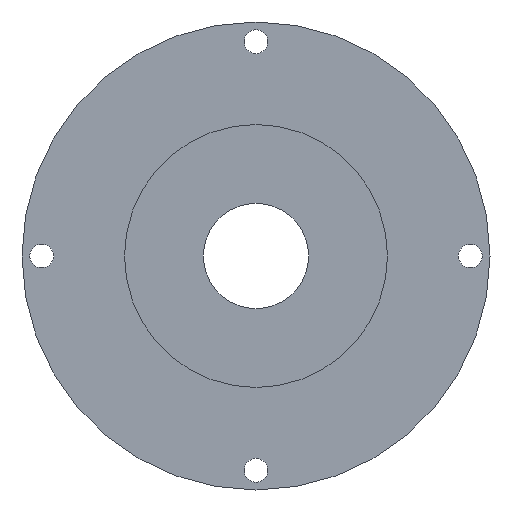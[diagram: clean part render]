
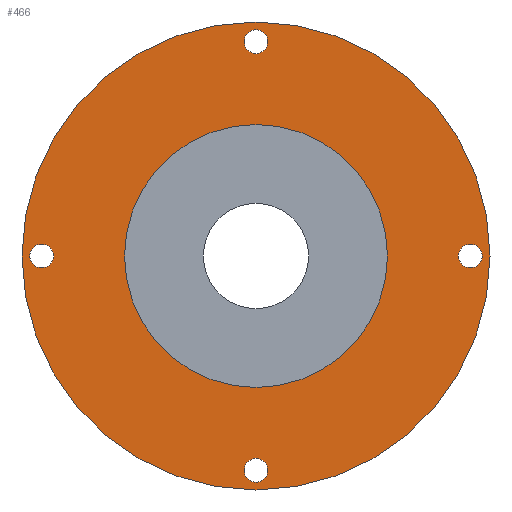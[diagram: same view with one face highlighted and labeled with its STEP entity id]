
A CAD part, left-side view. The second image highlights one B-rep face of the part: STEP entity #466.
In plain terms, the highlighted planar face has unit normal (-1, 0, 0).
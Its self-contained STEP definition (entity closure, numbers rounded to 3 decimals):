
#7 = CARTESIAN_POINT ( 'NONE',  ( 0., 4.5, 81.5 ) ) ;
#10 = ORIENTED_EDGE ( 'NONE', *, *, #60, .T. ) ;
#24 = CARTESIAN_POINT ( 'NONE',  ( 0., 50., 0. ) ) ;
#37 = DIRECTION ( 'NONE',  ( 0., 0., 1. ) ) ;
#58 = EDGE_LOOP ( 'NONE', ( #842, #779 ) ) ;
#60 = EDGE_CURVE ( 'NONE', #999, #838, #152, .T. ) ;
#64 = CARTESIAN_POINT ( 'NONE',  ( 0., 0., 81.5 ) ) ;
#68 = CARTESIAN_POINT ( 'NONE',  ( 0., 81.5, 4.5 ) ) ;
#75 = ORIENTED_EDGE ( 'NONE', *, *, #671, .F. ) ;
#85 = AXIS2_PLACEMENT_3D ( 'NONE', #64, #464, #219 ) ;
#97 = AXIS2_PLACEMENT_3D ( 'NONE', #208, #564, #119 ) ;
#102 = DIRECTION ( 'NONE',  ( 0., 0., -1. ) ) ;
#103 = ORIENTED_EDGE ( 'NONE', *, *, #513, .T. ) ;
#106 = AXIS2_PLACEMENT_3D ( 'NONE', #572, #977, #102 ) ;
#119 = DIRECTION ( 'NONE',  ( 0., 0., 1. ) ) ;
#120 = EDGE_CURVE ( 'NONE', #838, #999, #223, .T. ) ;
#144 = AXIS2_PLACEMENT_3D ( 'NONE', #321, #745, #905 ) ;
#146 = CARTESIAN_POINT ( 'NONE',  ( 0., -81.5, -4.5 ) ) ;
#152 = CIRCLE ( 'NONE', #97, 4.5 ) ;
#154 = EDGE_CURVE ( 'NONE', #954, #584, #311, .T. ) ;
#156 = CIRCLE ( 'NONE', #480, 4.5 ) ;
#158 = EDGE_CURVE ( 'NONE', #542, #237, #829, .T. ) ;
#176 = FACE_BOUND ( 'NONE', #759, .T. ) ;
#181 = FACE_BOUND ( 'NONE', #833, .T. ) ;
#208 = CARTESIAN_POINT ( 'NONE',  ( 0., -81.5, 0. ) ) ;
#218 = AXIS2_PLACEMENT_3D ( 'NONE', #310, #991, #730 ) ;
#219 = DIRECTION ( 'NONE',  ( 0., 1., 0. ) ) ;
#223 = CIRCLE ( 'NONE', #218, 4.5 ) ;
#231 = DIRECTION ( 'NONE',  ( -1., 0., 0. ) ) ;
#237 = VERTEX_POINT ( 'NONE', #7 ) ;
#269 = FACE_BOUND ( 'NONE', #58, .T. ) ;
#274 = FACE_OUTER_BOUND ( 'NONE', #955, .T. ) ;
#278 = AXIS2_PLACEMENT_3D ( 'NONE', #1039, #437, #1046 ) ;
#281 = CIRCLE ( 'NONE', #913, 4.5 ) ;
#308 = ORIENTED_EDGE ( 'NONE', *, *, #120, .T. ) ;
#310 = CARTESIAN_POINT ( 'NONE',  ( 0., -81.5, 0. ) ) ;
#311 = CIRCLE ( 'NONE', #878, 89. ) ;
#316 = CARTESIAN_POINT ( 'NONE',  ( 0., 0., 0. ) ) ;
#319 = ORIENTED_EDGE ( 'NONE', *, *, #1037, .T. ) ;
#321 = CARTESIAN_POINT ( 'NONE',  ( 0., 0., 0. ) ) ;
#350 = EDGE_LOOP ( 'NONE', ( #10, #308 ) ) ;
#389 = AXIS2_PLACEMENT_3D ( 'NONE', #692, #544, #37 ) ;
#429 = DIRECTION ( 'NONE',  ( -1., 0., 0. ) ) ;
#436 = DIRECTION ( 'NONE',  ( 1., 0., 0. ) ) ;
#437 = DIRECTION ( 'NONE',  ( 1., 0., 0. ) ) ;
#448 = PLANE ( 'NONE',  #910 ) ;
#453 = CARTESIAN_POINT ( 'NONE',  ( 0., 0., -81.5 ) ) ;
#464 = DIRECTION ( 'NONE',  ( 1., 0., 0. ) ) ;
#466 = ADVANCED_FACE ( 'NONE', ( #176, #631, #269, #181, #784, #274 ), #448, .F. ) ;
#480 = AXIS2_PLACEMENT_3D ( 'NONE', #525, #436, #777 ) ;
#513 = EDGE_CURVE ( 'NONE', #785, #967, #762, .T. ) ;
#525 = CARTESIAN_POINT ( 'NONE',  ( 0., 0., -81.5 ) ) ;
#542 = VERTEX_POINT ( 'NONE', #763 ) ;
#544 = DIRECTION ( 'NONE',  ( -1., 0., 0. ) ) ;
#564 = DIRECTION ( 'NONE',  ( 1., 0., 0. ) ) ;
#570 = ORIENTED_EDGE ( 'NONE', *, *, #154, .T. ) ;
#572 = CARTESIAN_POINT ( 'NONE',  ( 0., 81.5, 0. ) ) ;
#573 = DIRECTION ( 'NONE',  ( 0., 0., 1. ) ) ;
#574 = CIRCLE ( 'NONE', #85, 4.5 ) ;
#581 = CARTESIAN_POINT ( 'NONE',  ( 0., 4.5, -81.5 ) ) ;
#584 = VERTEX_POINT ( 'NONE', #592 ) ;
#592 = CARTESIAN_POINT ( 'NONE',  ( 0., 0., -89. ) ) ;
#599 = ORIENTED_EDGE ( 'NONE', *, *, #787, .T. ) ;
#605 = DIRECTION ( 'NONE',  ( 0., 1., 0. ) ) ;
#611 = CARTESIAN_POINT ( 'NONE',  ( 0., 0., 50. ) ) ;
#623 = CIRCLE ( 'NONE', #144, 89. ) ;
#631 = FACE_BOUND ( 'NONE', #350, .T. ) ;
#671 = EDGE_CURVE ( 'NONE', #764, #684, #863, .T. ) ;
#684 = VERTEX_POINT ( 'NONE', #884 ) ;
#691 = CIRCLE ( 'NONE', #106, 4.5 ) ;
#692 = CARTESIAN_POINT ( 'NONE',  ( 0., 0., 0. ) ) ;
#698 = DIRECTION ( 'NONE',  ( 0., -1., 0. ) ) ;
#700 = AXIS2_PLACEMENT_3D ( 'NONE', #711, #1044, #605 ) ;
#711 = CARTESIAN_POINT ( 'NONE',  ( 0., 0., 81.5 ) ) ;
#721 = EDGE_CURVE ( 'NONE', #947, #1049, #281, .T. ) ;
#729 = ORIENTED_EDGE ( 'NONE', *, *, #916, .F. ) ;
#730 = DIRECTION ( 'NONE',  ( 0., 0., 1. ) ) ;
#745 = DIRECTION ( 'NONE',  ( -1., 0., 0. ) ) ;
#756 = CARTESIAN_POINT ( 'NONE',  ( 0., 0., 89. ) ) ;
#759 = EDGE_LOOP ( 'NONE', ( #599, #872 ) ) ;
#762 = CIRCLE ( 'NONE', #278, 4.5 ) ;
#763 = CARTESIAN_POINT ( 'NONE',  ( 0., -4.5, 81.5 ) ) ;
#764 = VERTEX_POINT ( 'NONE', #611 ) ;
#773 = DIRECTION ( 'NONE',  ( 0., 0., -1. ) ) ;
#777 = DIRECTION ( 'NONE',  ( 0., -1., 0. ) ) ;
#779 = ORIENTED_EDGE ( 'NONE', *, *, #158, .T. ) ;
#784 = FACE_BOUND ( 'NONE', #918, .T. ) ;
#785 = VERTEX_POINT ( 'NONE', #964 ) ;
#787 = EDGE_CURVE ( 'NONE', #1049, #947, #156, .T. ) ;
#794 = DIRECTION ( 'NONE',  ( 0., 0., 1. ) ) ;
#809 = CARTESIAN_POINT ( 'NONE',  ( 0., -4.5, -81.5 ) ) ;
#823 = CIRCLE ( 'NONE', #1050, 50. ) ;
#829 = CIRCLE ( 'NONE', #700, 4.5 ) ;
#833 = EDGE_LOOP ( 'NONE', ( #103, #319 ) ) ;
#838 = VERTEX_POINT ( 'NONE', #146 ) ;
#842 = ORIENTED_EDGE ( 'NONE', *, *, #920, .T. ) ;
#843 = EDGE_CURVE ( 'NONE', #584, #954, #623, .T. ) ;
#854 = DIRECTION ( 'NONE',  ( 1., 0., 0. ) ) ;
#863 = CIRCLE ( 'NONE', #389, 50. ) ;
#872 = ORIENTED_EDGE ( 'NONE', *, *, #721, .T. ) ;
#878 = AXIS2_PLACEMENT_3D ( 'NONE', #1030, #429, #794 ) ;
#884 = CARTESIAN_POINT ( 'NONE',  ( 0., 0., -50. ) ) ;
#905 = DIRECTION ( 'NONE',  ( 0., 0., 1. ) ) ;
#910 = AXIS2_PLACEMENT_3D ( 'NONE', #24, #854, #773 ) ;
#913 = AXIS2_PLACEMENT_3D ( 'NONE', #453, #1038, #698 ) ;
#916 = EDGE_CURVE ( 'NONE', #684, #764, #823, .T. ) ;
#918 = EDGE_LOOP ( 'NONE', ( #75, #729 ) ) ;
#920 = EDGE_CURVE ( 'NONE', #237, #542, #574, .T. ) ;
#929 = ORIENTED_EDGE ( 'NONE', *, *, #843, .T. ) ;
#947 = VERTEX_POINT ( 'NONE', #581 ) ;
#954 = VERTEX_POINT ( 'NONE', #756 ) ;
#955 = EDGE_LOOP ( 'NONE', ( #570, #929 ) ) ;
#964 = CARTESIAN_POINT ( 'NONE',  ( 0., 81.5, -4.5 ) ) ;
#967 = VERTEX_POINT ( 'NONE', #68 ) ;
#977 = DIRECTION ( 'NONE',  ( 1., 0., 0. ) ) ;
#991 = DIRECTION ( 'NONE',  ( 1., 0., 0. ) ) ;
#999 = VERTEX_POINT ( 'NONE', #1094 ) ;
#1030 = CARTESIAN_POINT ( 'NONE',  ( 0., 0., 0. ) ) ;
#1037 = EDGE_CURVE ( 'NONE', #967, #785, #691, .T. ) ;
#1038 = DIRECTION ( 'NONE',  ( 1., 0., 0. ) ) ;
#1039 = CARTESIAN_POINT ( 'NONE',  ( 0., 81.5, 0. ) ) ;
#1044 = DIRECTION ( 'NONE',  ( 1., 0., 0. ) ) ;
#1046 = DIRECTION ( 'NONE',  ( 0., 0., -1. ) ) ;
#1049 = VERTEX_POINT ( 'NONE', #809 ) ;
#1050 = AXIS2_PLACEMENT_3D ( 'NONE', #316, #231, #573 ) ;
#1094 = CARTESIAN_POINT ( 'NONE',  ( 0., -81.5, 4.5 ) ) ;
